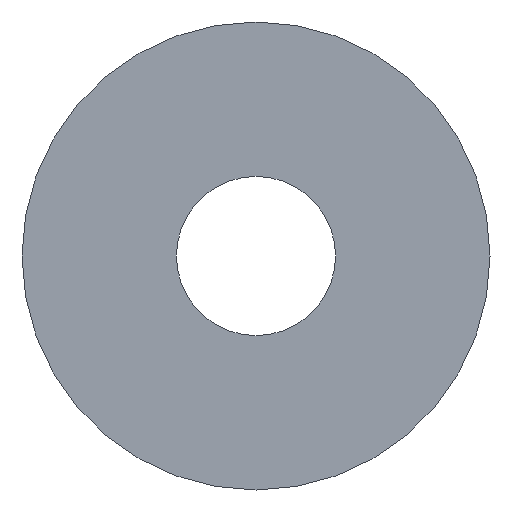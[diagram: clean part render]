
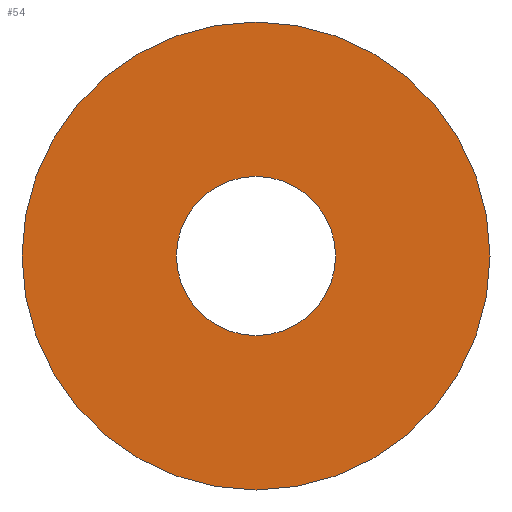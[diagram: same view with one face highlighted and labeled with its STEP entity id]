
A CAD part, front view. The second image highlights one B-rep face of the part: STEP entity #54.
In plain terms, the highlighted planar face has unit normal (0, -1, 0).
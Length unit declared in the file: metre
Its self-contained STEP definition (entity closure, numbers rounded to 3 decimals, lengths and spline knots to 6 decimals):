
#18=ORIENTED_EDGE('',*,*,#24,.F.);
#19=ORIENTED_EDGE('',*,*,#25,.F.);
#24=EDGE_CURVE('',#28,#28,#32,.T.);
#25=EDGE_CURVE('',#29,#29,#33,.T.);
#28=VERTEX_POINT('',#103);
#29=VERTEX_POINT('',#106);
#32=CIRCLE('',#73,0.005);
#33=CIRCLE('',#75,0.0017);
#38=EDGE_LOOP('',(#18));
#39=EDGE_LOOP('',(#19));
#46=FACE_BOUND('',#38,.T.);
#47=FACE_BOUND('',#39,.T.);
#51=PLANE('',#74);
#54=ADVANCED_FACE('',(#46,#47),#51,.F.);
#73=AXIS2_PLACEMENT_3D('',#102,#87,#88);
#74=AXIS2_PLACEMENT_3D('',#104,#89,#90);
#75=AXIS2_PLACEMENT_3D('',#105,#91,#92);
#87=DIRECTION('',(0.,1.,0.));
#88=DIRECTION('',(0.,0.,1.));
#89=DIRECTION('',(0.,1.,0.));
#90=DIRECTION('',(-1.,0.,0.));
#91=DIRECTION('',(0.,-1.,0.));
#92=DIRECTION('',(0.,0.,1.));
#102=CARTESIAN_POINT('',(-0.077668,0.001013,0.075013));
#103=CARTESIAN_POINT('',(-0.077668,0.001013,0.080013));
#104=CARTESIAN_POINT('',(-0.09902,0.001013,0.087187));
#105=CARTESIAN_POINT('',(-0.077668,0.001013,0.075013));
#106=CARTESIAN_POINT('',(-0.077668,0.001013,0.076713));
